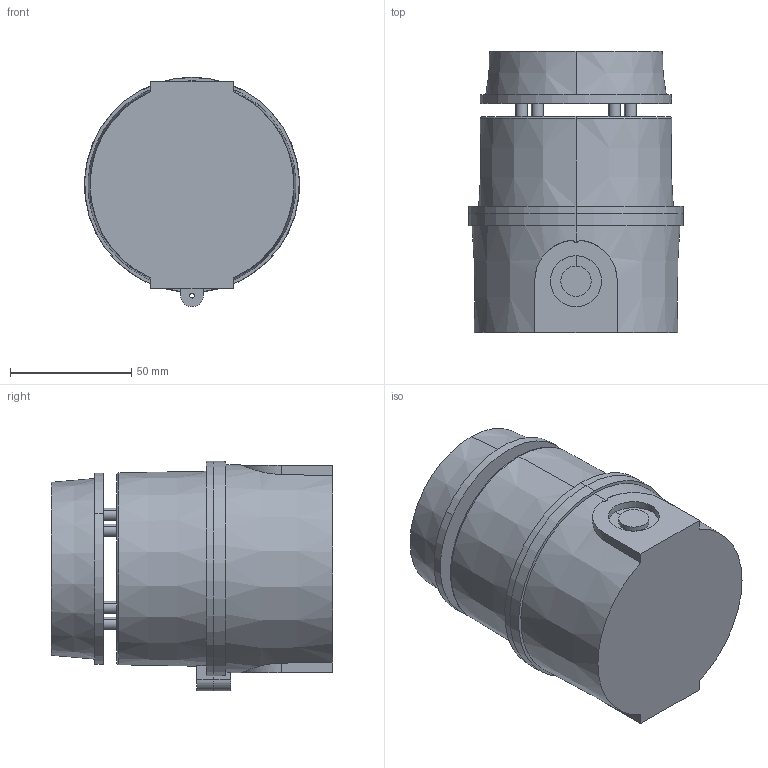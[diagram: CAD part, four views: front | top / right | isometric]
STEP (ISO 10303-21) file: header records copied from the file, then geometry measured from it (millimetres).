
FILE_DESCRIPTION (( 'STEP AP214' ), '1' );
FILE_NAME ('SK0126.STEP', '2014-02-17T10:33:47', ( '' ), ( '' ), 'SwSTEP 2.0', 'SolidWorks 2014', '' );
FILE_SCHEMA (( 'AUTOMOTIVE_DESIGN' ));
Length unit declared in the file: millimetre
Products named in the file (9): IS Mini Lens; IS MINI BASE; IS Sounder Chamber; IS Combine Nose Cone; SK0126
Assembly tree (4 placements, depth 2):
  IS Mini Lens
  SK0126
    IS MINI BASE
    IS Sounder Chamber
    IS Combine Nose Cone
    IS Mini Lens
  IS MINI BASE
  IS Sounder Chamber
  IS Combine Nose Cone
Bounding box: 88.58 x 115.86 x 94.62 mm (x, y, z)
Volume: 140825.7 mm3; surface area: 95328 mm2
Topology: 4 solids, 4 shells, 96 faces, 214 edges, 142 vertices
Faces by surface type: cylinder 38, plane 38, cone 18, torus 2
Entity records: 3140 total; most frequent: CARTESIAN_POINT 664, DIRECTION 518, ORIENTED_EDGE 428, AXIS2_PLACEMENT_3D 220, EDGE_CURVE 214, VERTEX_POINT 142, EDGE_LOOP 118, CIRCLE 116
